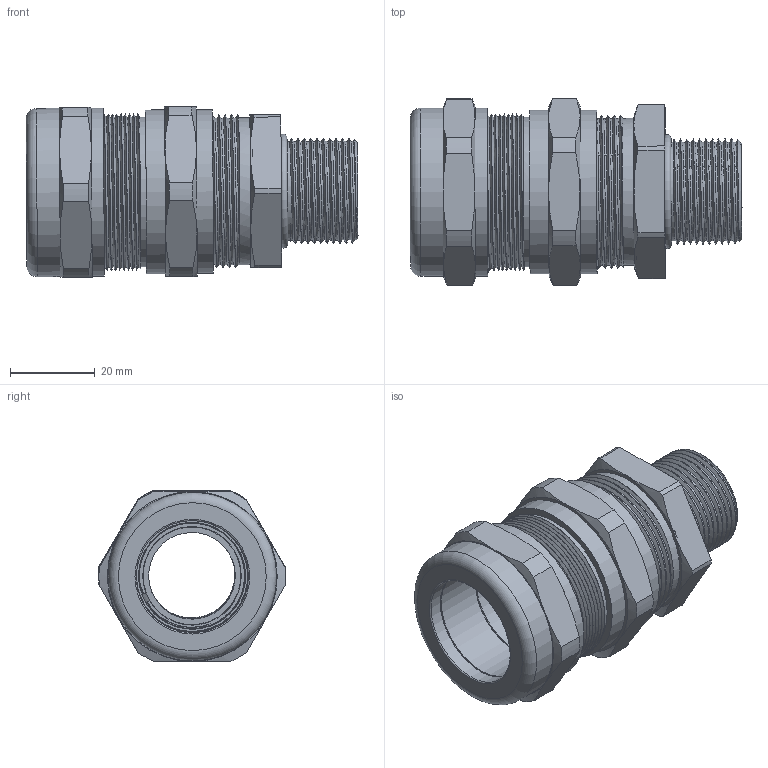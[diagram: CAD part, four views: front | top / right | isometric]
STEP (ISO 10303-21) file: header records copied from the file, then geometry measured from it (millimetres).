
FILE_DESCRIPTION(/* description */ ('RST-Gamma-X-Universal M25'),/* implementation_level */ '2;1');
FILE_NAME(/* name */ 'KBAU2LM25-RST.stp',/* time_stamp */ '2021-07-15T11:57:03+02:00',/* author */ ('sl'),/* organization */ (''),/* preprocessor_version */ 'ST-DEVELOPER v16.5',/* originating_system */ 'Autodesk Inventor 2017',/* authorisation */ '');
FILE_SCHEMA (('AUTOMOTIVE_DESIGN { 1 0 10303 214 3 1 1 }'));
Length unit declared in the file: millimetre
Products named in the file (11): KBAU2LM25; KBAU2LM25_1; KBAU2LM25_2; KBAU2LM25_3; KBAU2LM25_4; KBAU2LM25_5; KBAU2LM25_6; KBAU2LM25_7; KBAU2LM25_8; KBAU2LM25_9; KBAU2LM25_10
Assembly tree (10 placements, depth 2):
  KBAU2LM25
    KBAU2LM25_1
    KBAU2LM25_2
    KBAU2LM25_3
    KBAU2LM25_4
    KBAU2LM25_5
    KBAU2LM25_6
    KBAU2LM25_7
    KBAU2LM25_8
    KBAU2LM25_9
    KBAU2LM25_10
Bounding box: 78.14 x 44.03 x 40.2 mm (x, y, z)
Volume: 40429.1 mm3; surface area: 42068.8 mm2
Topology: 11 solids, 11 shells, 316 faces, 721 edges, 449 vertices
Faces by surface type: cylinder 119, plane 68, cone 52, torus 35, bspline 34, sphere 8
Full cylindrical faces by diameter (mm): 20.4 x2, 20.58 x1, 23.238 x10, 24.94 x1, 25.77 x1, 26.16 x1, 26.32 x1, 26.39 x1, 26.4 x1, 27.84 x1, 29.55 x2, 30.43 x2, 30.65 x2, 31.3 x2, 31.33 x2, 31.44 x2, 32.44 x1, 32.63 x1, 32.65 x1, 34.45 x5, 34.518 x7, 35.238 x1, 37.25 x2, 38.102 x1, 38.5 x1, 38.53 x1, 39.58 x2
Entity records: 17222 total; most frequent: CARTESIAN_POINT 10979, DIRECTION 1258, ORIENTED_EDGE 1134, EDGE_CURVE 567, AXIS2_PLACEMENT_3D 552, EDGE_LOOP 411, VERTEX_POINT 394, FACE_OUTER_BOUND 293
